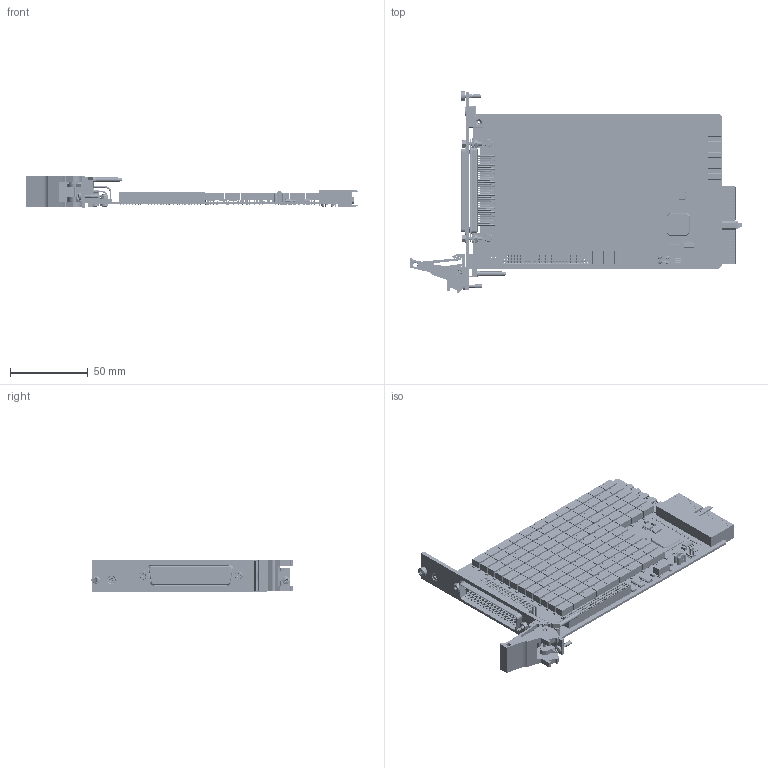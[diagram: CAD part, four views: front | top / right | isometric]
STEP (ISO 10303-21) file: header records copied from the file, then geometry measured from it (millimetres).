
FILE_DESCRIPTION (( 'STEP AP214' ), '1' );
FILE_NAME ('40-509-001 Efficient Matrix 14x16.STEP', '2013-08-27T15:19:02', ( 'admin' ), ( '' ), 'SwSTEP 2.0', 'SolidWorks 2012', '' );
FILE_SCHEMA (( 'AUTOMOTIVE_DESIGN' ));
Length unit declared in the file: millimetre
Products named in the file (1): 40-509-001 Efficient Matrix 14x16
Bounding box: 214.01 x 129.67 x 20 mm (x, y, z)
Surface area: 96798.1 mm2 (no closed solid volume)
Topology: 0 solids, 2145 shells, 7189 faces, 24294 edges, 18486 vertices
Faces by surface type: plane 5145, cylinder 1894, torus 94, cone 28, bspline 20, sphere 8
Full cylindrical faces by diameter (mm): 0.25 x1, 0.4 x1016, 0.5 x83, 0.55 x4, 0.6 x110, 0.65 x1, 0.656 x4, 0.671 x1, 0.75 x2, 0.8 x20, 1 x104, 1.01 x32, 1.496 x2, 2 x6, 2.05 x3, 2.5 x9, 2.6 x3, 2.7 x1, 2.8 x1, 3 x3, 4.7 x1, 5 x7, 5.2 x4, 5.3 x1, 5.5 x2, 5.7 x1, 6 x1
Entity records: 339611 total; most frequent: CARTESIAN_POINT 59833, DIRECTION 41244, ORIENTED_EDGE 31090, EDGE_CURVE 22597, VERTEX_POINT 18289, LINE 16774, VECTOR 16774, AXIS2_PLACEMENT_3D 12235
